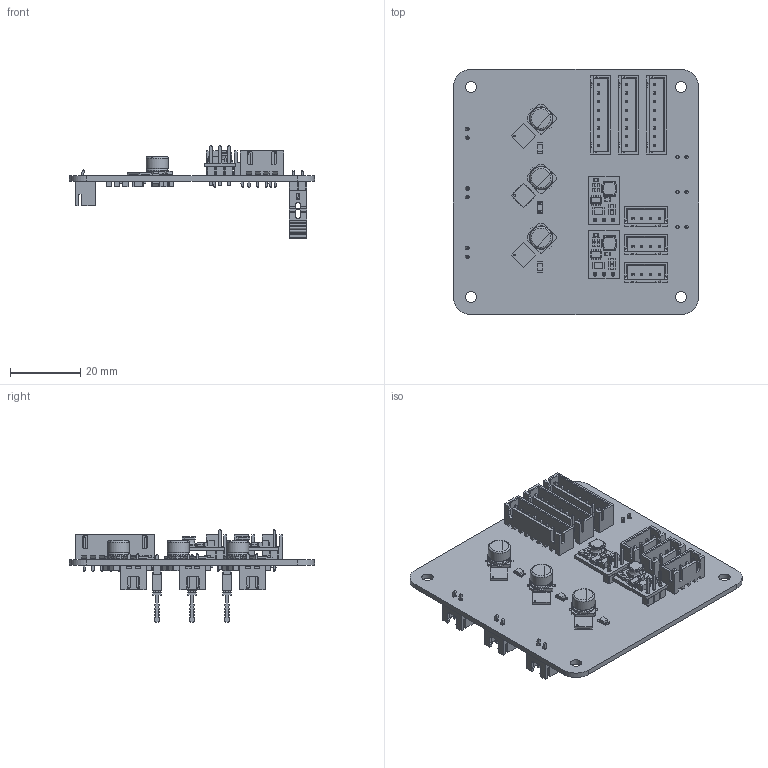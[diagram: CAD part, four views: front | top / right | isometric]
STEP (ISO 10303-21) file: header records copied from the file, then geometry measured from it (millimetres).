
FILE_DESCRIPTION(('KiCad electronic assembly'),'2;1');
FILE_NAME('VehiclePowerDistributionSystem.step','2025-11-07T15:07:27',( 'Pcbnew'),('Kicad'),'Open CASCADE STEP processor 7.6', 'KiCad to STEP converter','Unknown');
FILE_SCHEMA(('AUTOMOTIVE_DESIGN { 1 0 10303 214 1 1 1 1 }'));
Length unit declared in the file: millimetre
Products named in the file (26): VehiclePowerDistributionSystem 1; LED_1206_3216Metric; JST_XH_B4B-XH-A_1x04_P2.50mm_Vertical; VQFN-28-1EP_5x5mm_P0.5mm_EP3.7x3.7mm; Body_Solid1; Body001_Solid1; Array_Solid1; Array001_Solid2; Body002_Solid1; Array002_Solid1; Array003_Solid2; Body003_Solid1; Body004_Solid1; JST_XH_B8B-XH-A_1x08_P2.50mm_Vertical; CP_Elec_6.3x5.4; d24v7fx-step-down-voltage-regulators; PinHeader_1x03_P2.54mm_Vertical; C_1206_3216Metric; R_1206_3216Metric; JST_XH_B2B-XH-A_1x02_P2.50mm_Vertical; NPC02SXON-RC; 1; 2; logo; PinHeader_1x02_P2.54mm_Vertical; VehiclePowerDistributionSystem_PCB
Assembly tree (93 placements, depth 3):
  VehiclePowerDistributionSystem 1
    LED_1206_3216Metric  x3
    JST_XH_B4B-XH-A_1x04_P2.50mm_Vertical  x3
    VQFN-28-1EP_5x5mm_P0.5mm_EP3.7x3.7mm  x3
      Body_Solid1
      Body001_Solid1
      Array_Solid1
      Array001_Solid2
      Body002_Solid1
      Array002_Solid1
      Array003_Solid2
      Body003_Solid1
      Body004_Solid1
    JST_XH_B8B-XH-A_1x08_P2.50mm_Vertical  x3
    CP_Elec_6.3x5.4  x3
    d24v7fx-step-down-voltage-regulators  x2
    PinHeader_1x03_P2.54mm_Vertical  x2
    C_1206_3216Metric  x21
    R_1206_3216Metric  x9
    JST_XH_B2B-XH-A_1x02_P2.50mm_Vertical  x3
    NPC02SXON-RC  x3
      1
      2
      logo
    PinHeader_1x02_P2.54mm_Vertical  x3
    VehiclePowerDistributionSystem_PCB
Bounding box: 70 x 70 x 26.52 mm (x, y, z)
Volume: 11363.7 mm3; surface area: 20922.2 mm2
Topology: 155 solids, 155 shells, 5609 faces, 14604 edges, 9523 vertices
Faces by surface type: plane 4288, cylinder 912, bspline 394, torus 12, revolution 3
Full cylindrical faces by diameter (mm): 0.2 x48, 0.5 x6, 0.95 x36, 1 x18, 3.2 x4, 6.3 x6
Entity records: 64901 total; most frequent: CARTESIAN_POINT 18841, ORIENTED_EDGE 9792, DIRECTION 8459, EDGE_CURVE 4896, LINE 3908, VECTOR 3908, VERTEX_POINT 3187, AXIS2_PLACEMENT_3D 2275
